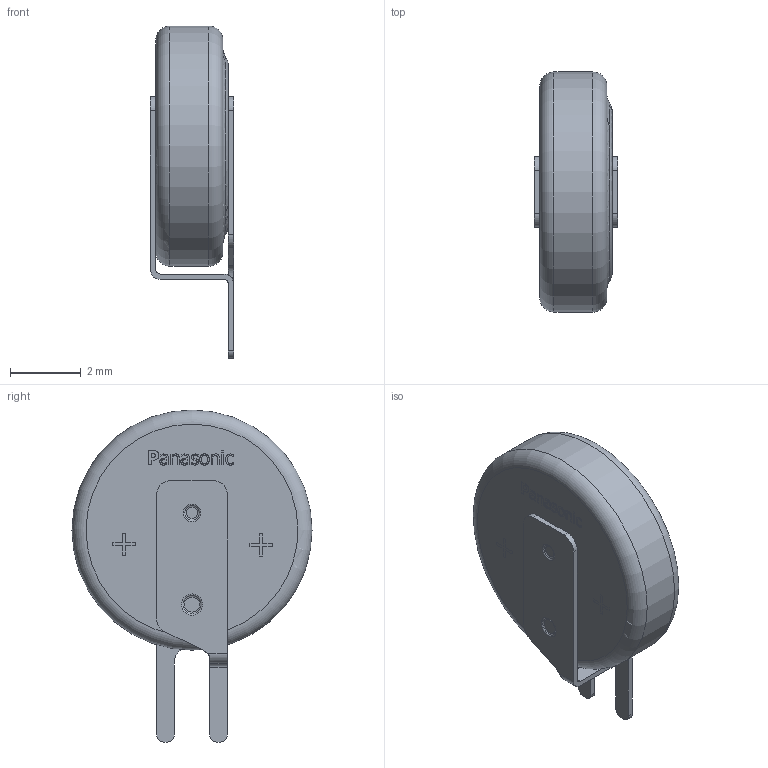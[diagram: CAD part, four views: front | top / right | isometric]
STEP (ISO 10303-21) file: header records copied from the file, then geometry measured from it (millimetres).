
FILE_DESCRIPTION(/* description */ (''),/* implementation_level */ '2;1');
FILE_NAME(/* name */ '1.stp',/* time_stamp */ '2019-08-17T18:14:29+02:00',/* author */ ('k'),/* organization */ (''),/* preprocessor_version */ 'ST-DEVELOPER v15.6',/* originating_system */ 'Autodesk Inventor 2015',/* authorisation */ '');
FILE_SCHEMA (('AUTOMOTIVE_DESIGN { 1 0 10303 214 3 1 1 }'));
Length unit declared in the file: millimetre
Products named in the file (5): 1; 2; 3; 4
Bounding box: 2.35 x 6.8 x 9.4 mm (x, y, z)
Volume: 73.8 mm3; surface area: 192.7 mm2
Topology: 16 solids, 16 shells, 247 faces, 634 edges, 422 vertices
Faces by surface type: plane 129, bspline 89, cylinder 21, torus 8
Full cylindrical faces by diameter (mm): 4.576 x2, 6.8 x1
Entity records: 7977 total; most frequent: CARTESIAN_POINT 2475, ORIENTED_EDGE 1238, DIRECTION 823, EDGE_CURVE 619, VERTEX_POINT 418, LINE 387, VECTOR 387, EDGE_LOOP 269
